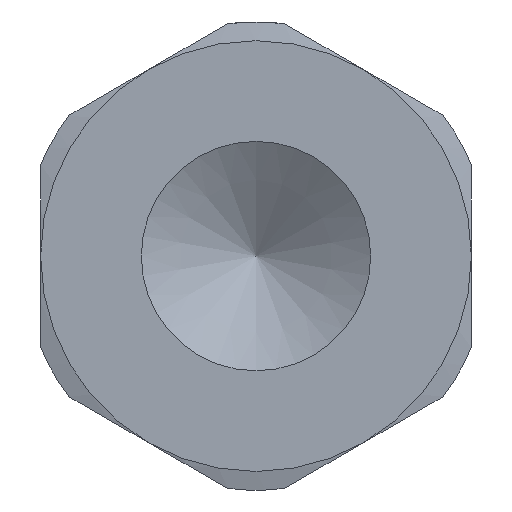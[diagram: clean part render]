
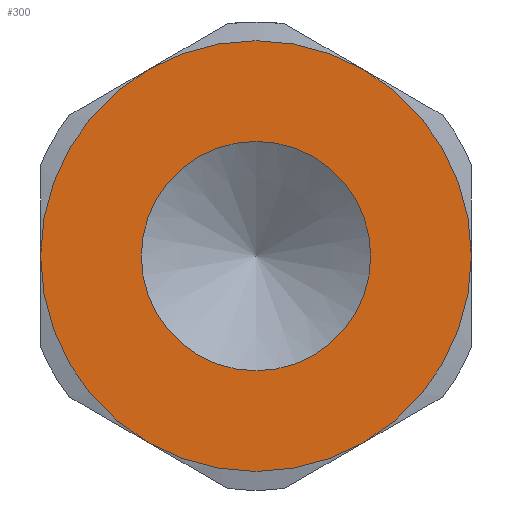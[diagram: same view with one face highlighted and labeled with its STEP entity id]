
A CAD part, left-side view. The second image highlights one B-rep face of the part: STEP entity #300.
In plain terms, the highlighted planar face has unit normal (-1, 0, 0).
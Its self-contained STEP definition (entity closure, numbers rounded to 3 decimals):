
#3 = CARTESIAN_POINT ( 'NONE',  ( 0., 23., 0. ) ) ;
#5 = ORIENTED_EDGE ( 'NONE', *, *, #620, .T. ) ;
#12 = DIRECTION ( 'NONE',  ( -1., 0., 0. ) ) ;
#17 = EDGE_CURVE ( 'NONE', #184, #873, #589, .T. ) ;
#36 = CARTESIAN_POINT ( 'NONE',  ( 0., 0., 0. ) ) ;
#39 = DIRECTION ( 'NONE',  ( -1., 0., 0. ) ) ;
#65 = CARTESIAN_POINT ( 'NONE',  ( 0., 0., 0. ) ) ;
#67 = CARTESIAN_POINT ( 'NONE',  ( 0., 0., 0. ) ) ;
#111 = DIRECTION ( 'NONE',  ( -1., 0., 0. ) ) ;
#165 = VERTEX_POINT ( 'NONE', #563 ) ;
#180 = DIRECTION ( 'NONE',  ( -1., 0., 0. ) ) ;
#184 = VERTEX_POINT ( 'NONE', #196 ) ;
#192 = CIRCLE ( 'NONE', #724, 23. ) ;
#196 = CARTESIAN_POINT ( 'NONE',  ( 0., -23., 0. ) ) ;
#200 = CARTESIAN_POINT ( 'NONE',  ( 0., -11.5, -19.919 ) ) ;
#225 = ORIENTED_EDGE ( 'NONE', *, *, #972, .T. ) ;
#241 = DIRECTION ( 'NONE',  ( 0., 0., 1. ) ) ;
#243 = CIRCLE ( 'NONE', #473, 23. ) ;
#256 = DIRECTION ( 'NONE',  ( 0., 0., 1. ) ) ;
#271 = AXIS2_PLACEMENT_3D ( 'NONE', #619, #180, #776 ) ;
#284 = ORIENTED_EDGE ( 'NONE', *, *, #572, .T. ) ;
#288 = CARTESIAN_POINT ( 'NONE',  ( 0., 0., 0. ) ) ;
#295 = CIRCLE ( 'NONE', #527, 23. ) ;
#300 = ADVANCED_FACE ( 'NONE', ( #545, #444 ), #959, .F. ) ;
#315 = CARTESIAN_POINT ( 'NONE',  ( 0., -11.5, 19.919 ) ) ;
#344 = CIRCLE ( 'NONE', #578, 23. ) ;
#363 = DIRECTION ( 'NONE',  ( 0., 0., 1. ) ) ;
#378 = AXIS2_PLACEMENT_3D ( 'NONE', #36, #111, #256 ) ;
#385 = EDGE_CURVE ( 'NONE', #742, #165, #192, .T. ) ;
#389 = CARTESIAN_POINT ( 'NONE',  ( 0., 0., 0. ) ) ;
#397 = AXIS2_PLACEMENT_3D ( 'NONE', #804, #893, #974 ) ;
#424 = DIRECTION ( 'NONE',  ( 0., 0., 1. ) ) ;
#428 = VERTEX_POINT ( 'NONE', #200 ) ;
#444 = FACE_BOUND ( 'NONE', #486, .T. ) ;
#453 = EDGE_CURVE ( 'NONE', #460, #460, #702, .T. ) ;
#460 = VERTEX_POINT ( 'NONE', #952 ) ;
#473 = AXIS2_PLACEMENT_3D ( 'NONE', #288, #648, #969 ) ;
#486 = EDGE_LOOP ( 'NONE', ( #834 ) ) ;
#527 = AXIS2_PLACEMENT_3D ( 'NONE', #389, #12, #241 ) ;
#545 = FACE_OUTER_BOUND ( 'NONE', #912, .T. ) ;
#558 = VERTEX_POINT ( 'NONE', #903 ) ;
#563 = CARTESIAN_POINT ( 'NONE',  ( 0., 11.5, -19.919 ) ) ;
#572 = EDGE_CURVE ( 'NONE', #873, #558, #243, .T. ) ;
#578 = AXIS2_PLACEMENT_3D ( 'NONE', #65, #590, #817 ) ;
#589 = CIRCLE ( 'NONE', #271, 23. ) ;
#590 = DIRECTION ( 'NONE',  ( -1., 0., 0. ) ) ;
#613 = CIRCLE ( 'NONE', #378, 23. ) ;
#619 = CARTESIAN_POINT ( 'NONE',  ( 0., 0., 0. ) ) ;
#620 = EDGE_CURVE ( 'NONE', #558, #742, #344, .T. ) ;
#648 = DIRECTION ( 'NONE',  ( -1., 0., 0. ) ) ;
#693 = ORIENTED_EDGE ( 'NONE', *, *, #827, .T. ) ;
#702 = CIRCLE ( 'NONE', #722, 12.25 ) ;
#705 = ORIENTED_EDGE ( 'NONE', *, *, #385, .T. ) ;
#722 = AXIS2_PLACEMENT_3D ( 'NONE', #794, #39, #424 ) ;
#724 = AXIS2_PLACEMENT_3D ( 'NONE', #67, #743, #363 ) ;
#742 = VERTEX_POINT ( 'NONE', #3 ) ;
#743 = DIRECTION ( 'NONE',  ( -1., 0., 0. ) ) ;
#776 = DIRECTION ( 'NONE',  ( 0., 0., 1. ) ) ;
#794 = CARTESIAN_POINT ( 'NONE',  ( 0., 0., 0. ) ) ;
#799 = ORIENTED_EDGE ( 'NONE', *, *, #17, .T. ) ;
#804 = CARTESIAN_POINT ( 'NONE',  ( 0., 0., 0. ) ) ;
#817 = DIRECTION ( 'NONE',  ( 0., 0., 1. ) ) ;
#827 = EDGE_CURVE ( 'NONE', #165, #428, #295, .T. ) ;
#834 = ORIENTED_EDGE ( 'NONE', *, *, #453, .F. ) ;
#873 = VERTEX_POINT ( 'NONE', #315 ) ;
#893 = DIRECTION ( 'NONE',  ( 1., 0., 0. ) ) ;
#903 = CARTESIAN_POINT ( 'NONE',  ( 0., 11.5, 19.919 ) ) ;
#912 = EDGE_LOOP ( 'NONE', ( #5, #705, #693, #225, #799, #284 ) ) ;
#952 = CARTESIAN_POINT ( 'NONE',  ( 0., 0., 12.25 ) ) ;
#959 = PLANE ( 'NONE',  #397 ) ;
#969 = DIRECTION ( 'NONE',  ( 0., 0., 1. ) ) ;
#972 = EDGE_CURVE ( 'NONE', #428, #184, #613, .T. ) ;
#974 = DIRECTION ( 'NONE',  ( 0., 0., -1. ) ) ;
